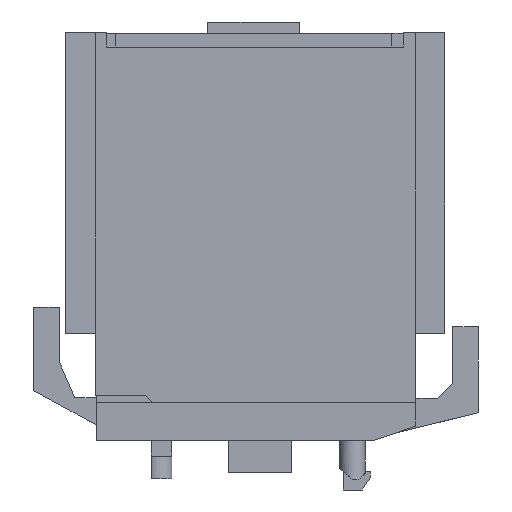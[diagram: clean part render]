
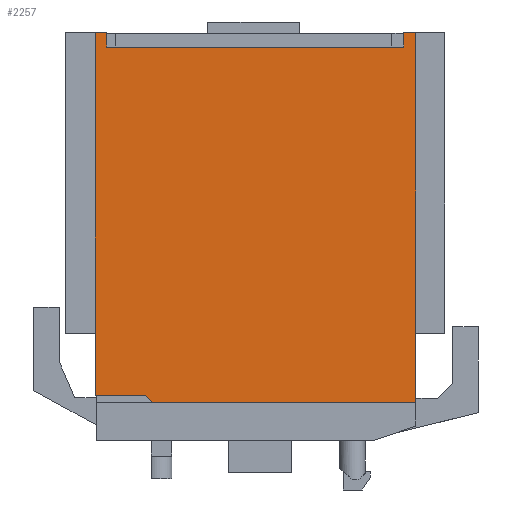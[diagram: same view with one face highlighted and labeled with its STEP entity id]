
A CAD part, left-side view. The second image highlights one B-rep face of the part: STEP entity #2257.
In plain terms, the highlighted face is planar.
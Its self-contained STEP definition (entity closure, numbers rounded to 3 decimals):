
#34=DIRECTION('',(0.,0.,-1.));
#35=VECTOR('',#34,4.2);
#36=CARTESIAN_POINT('',(19.4,0.6,13.45));
#37=LINE('',#36,#35);
#202=DIRECTION('',(0.,0.,1.));
#203=VECTOR('',#202,24.9);
#204=CARTESIAN_POINT('',(19.4,29.8,-12.45));
#205=LINE('',#204,#203);
#486=DIRECTION('',(0.,1.,0.));
#487=VECTOR('',#486,1.2);
#488=CARTESIAN_POINT('',(19.4,29.8,12.45));
#489=LINE('',#488,#487);
#494=DIRECTION('',(0.,0.707,0.707));
#495=VECTOR('',#494,0.849);
#496=CARTESIAN_POINT('',(19.4,0.,8.65));
#497=LINE('',#496,#495);
#498=DIRECTION('',(0.,1.,0.));
#499=VECTOR('',#498,30.4);
#500=CARTESIAN_POINT('',(19.4,0.6,13.45));
#501=LINE('',#500,#499);
#502=DIRECTION('',(0.,0.,-1.));
#503=VECTOR('',#502,1.);
#504=CARTESIAN_POINT('',(19.4,31.,13.45));
#505=LINE('',#504,#503);
#506=DIRECTION('',(0.,1.,0.));
#507=VECTOR('',#506,1.2);
#508=CARTESIAN_POINT('',(19.4,29.8,-12.45));
#509=LINE('',#508,#507);
#510=DIRECTION('',(0.,0.,-1.));
#511=VECTOR('',#510,1.);
#512=CARTESIAN_POINT('',(19.4,31.,-12.45));
#513=LINE('',#512,#511);
#514=DIRECTION('',(0.,-1.,0.));
#515=VECTOR('',#514,31.);
#516=CARTESIAN_POINT('',(19.4,31.,-13.45));
#517=LINE('',#516,#515);
#518=DIRECTION('',(0.,0.,1.));
#519=VECTOR('',#518,22.1);
#520=CARTESIAN_POINT('',(19.4,0.,-13.45));
#521=LINE('',#520,#519);
#1158=CARTESIAN_POINT('',(19.4,0.6,9.25));
#1159=VERTEX_POINT('',#1158);
#1160=CARTESIAN_POINT('',(19.4,0.,8.65));
#1161=VERTEX_POINT('',#1160);
#1168=CARTESIAN_POINT('',(19.4,0.6,13.45));
#1169=VERTEX_POINT('',#1168);
#1214=CARTESIAN_POINT('',(19.4,31.,13.45));
#1215=VERTEX_POINT('',#1214);
#1238=CARTESIAN_POINT('',(19.4,0.,-13.45));
#1239=VERTEX_POINT('',#1238);
#1240=CARTESIAN_POINT('',(19.4,31.,-13.45));
#1241=VERTEX_POINT('',#1240);
#1352=CARTESIAN_POINT('',(19.4,31.,12.45));
#1353=VERTEX_POINT('',#1352);
#1376=CARTESIAN_POINT('',(19.4,31.,-12.45));
#1377=VERTEX_POINT('',#1376);
#1472=CARTESIAN_POINT('',(19.4,29.8,-12.45));
#1473=VERTEX_POINT('',#1472);
#1474=CARTESIAN_POINT('',(19.4,29.8,12.45));
#1475=VERTEX_POINT('',#1474);
#2236=CARTESIAN_POINT('',(19.4,0.,0.));
#2237=DIRECTION('',(1.,0.,0.));
#2238=DIRECTION('',(0.,0.,-1.));
#2239=AXIS2_PLACEMENT_3D('',#2236,#2237,#2238);
#2240=PLANE('',#2239);
#2241=ORIENTED_EDGE('',*,*,#1550,.T.);
#2242=ORIENTED_EDGE('',*,*,#1568,.F.);
#2243=ORIENTED_EDGE('',*,*,#2188,.T.);
#2244=ORIENTED_EDGE('',*,*,#2214,.T.);
#2245=ORIENTED_EDGE('',*,*,#2230,.F.);
#2246=ORIENTED_EDGE('',*,*,#1794,.F.);
#2248=ORIENTED_EDGE('',*,*,#2247,.T.);
#2250=ORIENTED_EDGE('',*,*,#2249,.T.);
#2252=ORIENTED_EDGE('',*,*,#2251,.T.);
#2254=ORIENTED_EDGE('',*,*,#2253,.T.);
#2255=EDGE_LOOP('',(#2241,#2242,#2243,#2244,#2245,#2246,#2248,#2250,#2252,
#2254));
#2256=FACE_OUTER_BOUND('',#2255,.F.);
#1550=EDGE_CURVE('',#1161,#1159,#497,.T.);
#1568=EDGE_CURVE('',#1169,#1159,#37,.T.);
#1794=EDGE_CURVE('',#1473,#1475,#205,.T.);
#2188=EDGE_CURVE('',#1169,#1215,#501,.T.);
#2214=EDGE_CURVE('',#1215,#1353,#505,.T.);
#2230=EDGE_CURVE('',#1475,#1353,#489,.T.);
#2247=EDGE_CURVE('',#1473,#1377,#509,.T.);
#2249=EDGE_CURVE('',#1377,#1241,#513,.T.);
#2251=EDGE_CURVE('',#1241,#1239,#517,.T.);
#2253=EDGE_CURVE('',#1239,#1161,#521,.T.);
#2257=ADVANCED_FACE('',(#2256),#2240,.T.);
